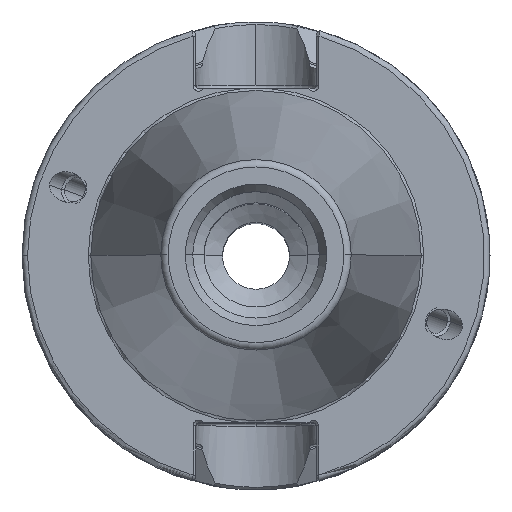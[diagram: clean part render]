
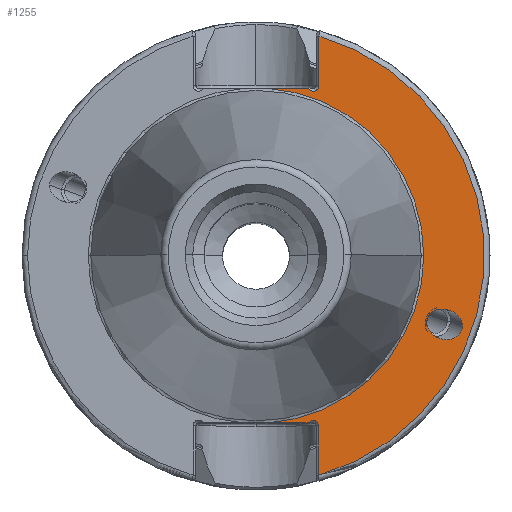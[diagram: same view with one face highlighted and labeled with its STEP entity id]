
A CAD part, top view. The second image highlights one B-rep face of the part: STEP entity #1255.
In plain terms, the highlighted planar face has unit normal (0, 0, 1).
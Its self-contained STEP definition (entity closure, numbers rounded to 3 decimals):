
#116 = LINE ( 'NONE', #2952, #303 ) ;
#139 = AXIS2_PLACEMENT_3D ( 'NONE', #7429, #7442, #7415 ) ;
#180 = ORIENTED_EDGE ( 'NONE', *, *, #3971, .T. ) ;
#197 = DIRECTION ( 'NONE',  ( 0., -1., 0. ) ) ;
#303 = VECTOR ( 'NONE', #6981, 1000. ) ;
#322 = VERTEX_POINT ( 'NONE', #3199 ) ;
#511 = CARTESIAN_POINT ( 'NONE',  ( 22.978, -4.892, -2. ) ) ;
#565 = VECTOR ( 'NONE', #197, 1000. ) ;
#599 = ORIENTED_EDGE ( 'NONE', *, *, #6901, .T. ) ;
#661 = CIRCLE ( 'NONE', #1792, 22.563 ) ;
#709 = ORIENTED_EDGE ( 'NONE', *, *, #777, .T. ) ;
#715 = CARTESIAN_POINT ( 'NONE',  ( 0., 0., -2. ) ) ;
#771 = CARTESIAN_POINT ( 'NONE',  ( 0., 0., -2. ) ) ;
#777 = EDGE_CURVE ( 'NONE', #3239, #3896, #2389, .T. ) ;
#827 = VECTOR ( 'NONE', #1517, 1000. ) ;
#1006 = FACE_BOUND ( 'NONE', #2684, .T. ) ;
#1165 = ORIENTED_EDGE ( 'NONE', *, *, #2654, .T. ) ;
#1247 = AXIS2_PLACEMENT_3D ( 'NONE', #771, #1819, #1870 ) ;
#1255 = ADVANCED_FACE ( 'NONE', ( #1006, #2325 ), #4386, .F. ) ;
#1461 = VERTEX_POINT ( 'NONE', #2853 ) ;
#1517 = DIRECTION ( 'NONE',  ( -1., 0., 0. ) ) ;
#1531 = CARTESIAN_POINT ( 'NONE',  ( 1.684, -22.5, -2. ) ) ;
#1537 = CARTESIAN_POINT ( 'NONE',  ( 8.47, 29.534, -2. ) ) ;
#1662 = EDGE_CURVE ( 'NONE', #7427, #5142, #3890, .T. ) ;
#1721 = CARTESIAN_POINT ( 'NONE',  ( 8.417, -22.875, -2. ) ) ;
#1769 = EDGE_CURVE ( 'NONE', #1461, #7109, #5178, .T. ) ;
#1781 = DIRECTION ( 'NONE',  ( 0., 0., -1. ) ) ;
#1792 = AXIS2_PLACEMENT_3D ( 'NONE', #2032, #1781, #7104 ) ;
#1819 = DIRECTION ( 'NONE',  ( 0., 0., -1. ) ) ;
#1870 = DIRECTION ( 'NONE',  ( -1., 0., 0. ) ) ;
#1916 = CARTESIAN_POINT ( 'NONE',  ( 7.72, -22.875, -2. ) ) ;
#1937 = VERTEX_POINT ( 'NONE', #4472 ) ;
#1984 = ORIENTED_EDGE ( 'NONE', *, *, #6303, .F. ) ;
#2032 = CARTESIAN_POINT ( 'NONE',  ( 0., 0., -2. ) ) ;
#2051 = DIRECTION ( 'NONE',  ( -1., 0., 0. ) ) ;
#2081 = ORIENTED_EDGE ( 'NONE', *, *, #1769, .F. ) ;
#2205 = ORIENTED_EDGE ( 'NONE', *, *, #7214, .T. ) ;
#2325 = FACE_OUTER_BOUND ( 'NONE', #4049, .T. ) ;
#2389 =( BOUNDED_CURVE ( )  B_SPLINE_CURVE ( 3, ( #3066, #3508, #5222, #3170 ),
 .UNSPECIFIED., .F., .F. ) 
 B_SPLINE_CURVE_WITH_KNOTS ( ( 4, 4 ),
 ( 5.993, 9.135 ),
 .UNSPECIFIED. ) 
 CURVE ( )  GEOMETRIC_REPRESENTATION_ITEM ( )  RATIONAL_B_SPLINE_CURVE ( ( 1., 0.333, 0.333, 1. ) ) 
 REPRESENTATION_ITEM ( '' )  );
#2461 = CIRCLE ( 'NONE', #1247, 22.563 ) ;
#2629 = CARTESIAN_POINT ( 'NONE',  ( 8.417, -29.55, -2. ) ) ;
#2654 = EDGE_CURVE ( 'NONE', #3896, #3239, #3689, .T. ) ;
#2679 = ORIENTED_EDGE ( 'NONE', *, *, #1662, .T. ) ;
#2684 = EDGE_LOOP ( 'NONE', ( #709, #1165 ) ) ;
#2853 = CARTESIAN_POINT ( 'NONE',  ( 7.133, -22.5, -2. ) ) ;
#2871 = CARTESIAN_POINT ( 'NONE',  ( 27.766, -9.498, -2. ) ) ;
#2952 = CARTESIAN_POINT ( 'NONE',  ( 0., 22.5, -2. ) ) ;
#2992 = ORIENTED_EDGE ( 'NONE', *, *, #7026, .T. ) ;
#3066 = CARTESIAN_POINT ( 'NONE',  ( 27.766, -9.498, -2. ) ) ;
#3170 = CARTESIAN_POINT ( 'NONE',  ( 22.978, -8.971, -2. ) ) ;
#3199 = CARTESIAN_POINT ( 'NONE',  ( 1.684, 22.5, -2. ) ) ;
#3239 = VERTEX_POINT ( 'NONE', #2871 ) ;
#3349 = CARTESIAN_POINT ( 'NONE',  ( 22.978, -8.971, -2. ) ) ;
#3508 = CARTESIAN_POINT ( 'NONE',  ( 27.766, -13.577, -2. ) ) ;
#3665 = CIRCLE ( 'NONE', #7219, 0.75 ) ;
#3689 =( BOUNDED_CURVE ( )  B_SPLINE_CURVE ( 3, ( #3349, #511, #4365, #5758 ),
 .UNSPECIFIED., .F., .T. ) 
 B_SPLINE_CURVE_WITH_KNOTS ( ( 4, 4 ),
 ( 2.852, 5.993 ),
 .UNSPECIFIED. ) 
 CURVE ( )  GEOMETRIC_REPRESENTATION_ITEM ( )  RATIONAL_B_SPLINE_CURVE ( ( 1., 0.333, 0.333, 1. ) ) 
 REPRESENTATION_ITEM ( '' )  );
#3865 = CARTESIAN_POINT ( 'NONE',  ( 0., -22.5, -2. ) ) ;
#3890 = LINE ( 'NONE', #6639, #5386 ) ;
#3896 = VERTEX_POINT ( 'NONE', #4677 ) ;
#3971 = EDGE_CURVE ( 'NONE', #322, #3998, #2461, .T. ) ;
#3998 = VERTEX_POINT ( 'NONE', #7294 ) ;
#4049 = EDGE_LOOP ( 'NONE', ( #2081, #2992, #599, #5345, #2679, #5695, #1984, #180, #2205 ) ) ;
#4097 = DIRECTION ( 'NONE',  ( 0., -1., 0. ) ) ;
#4116 = CIRCLE ( 'NONE', #4762, 0.697 ) ;
#4256 = DIRECTION ( 'NONE',  ( -1., 0., 0. ) ) ;
#4365 = CARTESIAN_POINT ( 'NONE',  ( 27.766, -5.419, -2. ) ) ;
#4386 = PLANE ( 'NONE',  #139 ) ;
#4472 = CARTESIAN_POINT ( 'NONE',  ( 7.07, 22.5, -2. ) ) ;
#4677 = CARTESIAN_POINT ( 'NONE',  ( 22.978, -8.971, -2. ) ) ;
#4722 = DIRECTION ( 'NONE',  ( 0., 0., 1. ) ) ;
#4762 = AXIS2_PLACEMENT_3D ( 'NONE', #1916, #5774, #2051 ) ;
#5095 = EDGE_CURVE ( 'NONE', #5142, #1937, #3665, .T. ) ;
#5142 = VERTEX_POINT ( 'NONE', #6004 ) ;
#5178 = LINE ( 'NONE', #3865, #827 ) ;
#5222 = CARTESIAN_POINT ( 'NONE',  ( 22.978, -13.051, -2. ) ) ;
#5302 = CIRCLE ( 'NONE', #6166, 30.725 ) ;
#5345 = ORIENTED_EDGE ( 'NONE', *, *, #6869, .T. ) ;
#5386 = VECTOR ( 'NONE', #4097, 1000. ) ;
#5430 = VERTEX_POINT ( 'NONE', #1721 ) ;
#5515 = LINE ( 'NONE', #5710, #565 ) ;
#5695 = ORIENTED_EDGE ( 'NONE', *, *, #5095, .T. ) ;
#5710 = CARTESIAN_POINT ( 'NONE',  ( 8.417, 31.475, -2. ) ) ;
#5758 = CARTESIAN_POINT ( 'NONE',  ( 27.766, -9.498, -2. ) ) ;
#5774 = DIRECTION ( 'NONE',  ( 0., 0., -1. ) ) ;
#6004 = CARTESIAN_POINT ( 'NONE',  ( 8.47, 22.875, -2. ) ) ;
#6166 = AXIS2_PLACEMENT_3D ( 'NONE', #715, #4722, #4256 ) ;
#6303 = EDGE_CURVE ( 'NONE', #322, #1937, #116, .T. ) ;
#6534 = VERTEX_POINT ( 'NONE', #2629 ) ;
#6639 = CARTESIAN_POINT ( 'NONE',  ( 8.47, 22.875, -2. ) ) ;
#6869 = EDGE_CURVE ( 'NONE', #6534, #7427, #5302, .T. ) ;
#6901 = EDGE_CURVE ( 'NONE', #5430, #6534, #5515, .T. ) ;
#6981 = DIRECTION ( 'NONE',  ( 1., 0., 0. ) ) ;
#7026 = EDGE_CURVE ( 'NONE', #1461, #5430, #4116, .T. ) ;
#7077 = DIRECTION ( 'NONE',  ( 0., 0., -1. ) ) ;
#7087 = CARTESIAN_POINT ( 'NONE',  ( 7.72, 22.875, -2. ) ) ;
#7104 = DIRECTION ( 'NONE',  ( -1., 0., 0. ) ) ;
#7108 = DIRECTION ( 'NONE',  ( -1., 0., 0. ) ) ;
#7109 = VERTEX_POINT ( 'NONE', #1531 ) ;
#7214 = EDGE_CURVE ( 'NONE', #3998, #7109, #661, .T. ) ;
#7219 = AXIS2_PLACEMENT_3D ( 'NONE', #7087, #7077, #7108 ) ;
#7294 = CARTESIAN_POINT ( 'NONE',  ( 22.563, 0., -2. ) ) ;
#7415 = DIRECTION ( 'NONE',  ( -1., 0., 0. ) ) ;
#7427 = VERTEX_POINT ( 'NONE', #1537 ) ;
#7429 = CARTESIAN_POINT ( 'NONE',  ( 0., 31.475, -2. ) ) ;
#7442 = DIRECTION ( 'NONE',  ( 0., 0., -1. ) ) ;
